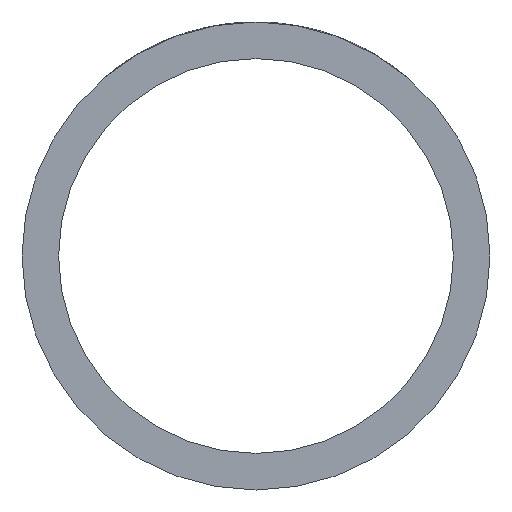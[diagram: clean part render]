
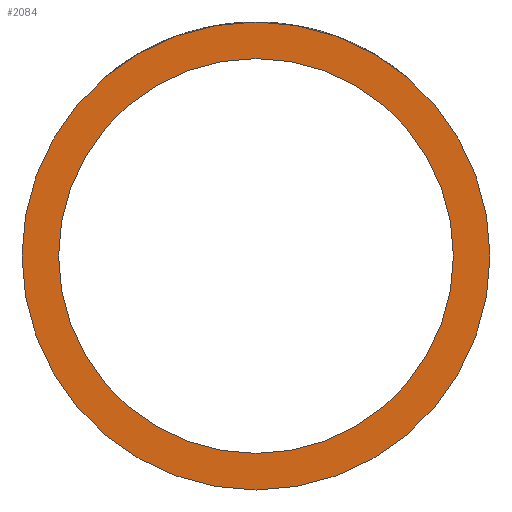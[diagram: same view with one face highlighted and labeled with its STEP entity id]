
A CAD part, front view. The second image highlights one B-rep face of the part: STEP entity #2084.
In plain terms, the highlighted planar face has unit normal (0, -1, 0).
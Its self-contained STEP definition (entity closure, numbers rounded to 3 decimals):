
#7 = CARTESIAN_POINT ( 'NONE',  ( 0., 0., 0. ) ) ;
#33 = CIRCLE ( 'NONE', #2152, 1.6 ) ;
#90 = CIRCLE ( 'NONE', #2529, 1.35 ) ;
#95 = ORIENTED_EDGE ( 'NONE', *, *, #1745, .T. ) ;
#145 = ORIENTED_EDGE ( 'NONE', *, *, #683, .F. ) ;
#195 = CARTESIAN_POINT ( 'NONE',  ( 0., 0., -1.6 ) ) ;
#205 = DIRECTION ( 'NONE',  ( 0., 1., 0. ) ) ;
#210 = FACE_BOUND ( 'NONE', #1459, .T. ) ;
#216 = VERTEX_POINT ( 'NONE', #2526 ) ;
#262 = DIRECTION ( 'NONE',  ( 0., 0., 1. ) ) ;
#292 = AXIS2_PLACEMENT_3D ( 'NONE', #1959, #2153, #2318 ) ;
#296 = ORIENTED_EDGE ( 'NONE', *, *, #1169, .F. ) ;
#683 = EDGE_CURVE ( 'Defeature ausgef�hrt1_2+Defeature ausgef�hrt1_1+Defeature ausgef�hrt1_1+Defeature ausgef�hrt1_1', #2369, #2228, #33, .T. ) ;
#837 = CARTESIAN_POINT ( 'NONE',  ( 0., 0., 1.6 ) ) ;
#859 = EDGE_LOOP ( 'NONE', ( #296, #145 ) ) ;
#904 = FACE_OUTER_BOUND ( 'NONE', #859, .T. ) ;
#905 = DIRECTION ( 'NONE',  ( 0., 0., 1. ) ) ;
#917 = DIRECTION ( 'NONE',  ( 0., 1., 0. ) ) ;
#967 = PLANE ( 'NONE',  #292 ) ;
#1169 = EDGE_CURVE ( 'Defeature ausgef�hrt1_2+Defeature ausgef�hrt1_1+Defeature ausgef�hrt1_1+Defeature ausgef�hrt1_1', #2228, #2369, #2477, .T. ) ;
#1320 = DIRECTION ( 'NONE',  ( 0., 0., 1. ) ) ;
#1412 = DIRECTION ( 'NONE',  ( 0., 0., 1. ) ) ;
#1459 = EDGE_LOOP ( 'NONE', ( #95, #2520 ) ) ;
#1543 = CARTESIAN_POINT ( 'NONE',  ( 0., 0., -1.35 ) ) ;
#1571 = EDGE_CURVE ( 'Defeature ausgef�hrt1_1+Defeature ausgef�hrt1_3+Defeature ausgef�hrt1_3+Defeature ausgef�hrt1_3', #216, #1985, #2575, .T. ) ;
#1745 = EDGE_CURVE ( 'Defeature ausgef�hrt1_1+Defeature ausgef�hrt1_3+Defeature ausgef�hrt1_3+Defeature ausgef�hrt1_3', #1985, #216, #90, .T. ) ;
#1855 = CARTESIAN_POINT ( 'NONE',  ( 0., 0., 0. ) ) ;
#1916 = AXIS2_PLACEMENT_3D ( 'NONE', #2088, #917, #905 ) ;
#1959 = CARTESIAN_POINT ( 'NONE',  ( 0., 0., 0. ) ) ;
#1985 = VERTEX_POINT ( 'NONE', #1543 ) ;
#2084 = ADVANCED_FACE ( 'Defeature ausgef�hrt1_1', ( #210, #904 ), #967, .F. ) ;
#2088 = CARTESIAN_POINT ( 'NONE',  ( 0., 0., 0. ) ) ;
#2152 = AXIS2_PLACEMENT_3D ( 'NONE', #2279, #2309, #1320 ) ;
#2153 = DIRECTION ( 'NONE',  ( 0., 1., 0. ) ) ;
#2221 = AXIS2_PLACEMENT_3D ( 'NONE', #7, #205, #1412 ) ;
#2228 = VERTEX_POINT ( 'NONE', #195 ) ;
#2279 = CARTESIAN_POINT ( 'NONE',  ( 0., 0., 0. ) ) ;
#2309 = DIRECTION ( 'NONE',  ( 0., 1., 0. ) ) ;
#2318 = DIRECTION ( 'NONE',  ( 0., 0., 1. ) ) ;
#2369 = VERTEX_POINT ( 'NONE', #837 ) ;
#2466 = DIRECTION ( 'NONE',  ( 0., 1., 0. ) ) ;
#2477 = CIRCLE ( 'NONE', #2221, 1.6 ) ;
#2520 = ORIENTED_EDGE ( 'NONE', *, *, #1571, .T. ) ;
#2526 = CARTESIAN_POINT ( 'NONE',  ( 0., 0., 1.35 ) ) ;
#2529 = AXIS2_PLACEMENT_3D ( 'NONE', #1855, #2466, #262 ) ;
#2575 = CIRCLE ( 'NONE', #1916, 1.35 ) ;
